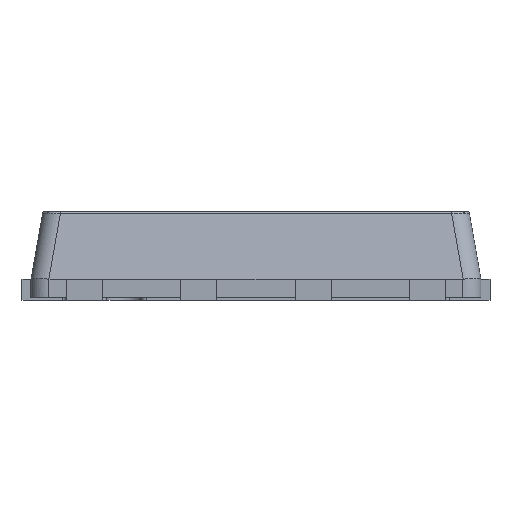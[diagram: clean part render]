
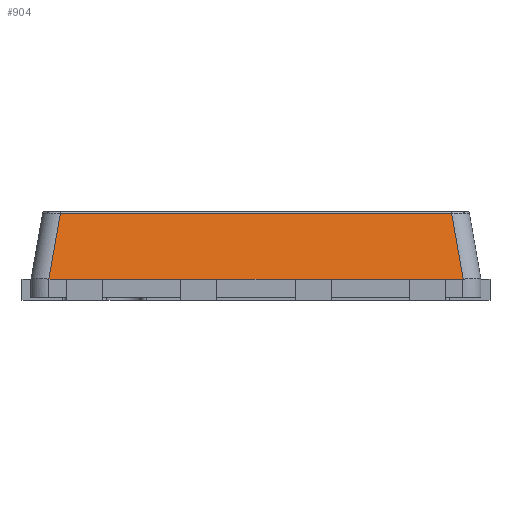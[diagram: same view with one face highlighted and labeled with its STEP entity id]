
A CAD part, front view. The second image highlights one B-rep face of the part: STEP entity #904.
In plain terms, the highlighted planar face has unit normal (0, -0.985, 0.174).
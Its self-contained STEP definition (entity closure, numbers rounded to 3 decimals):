
#34 = CARTESIAN_POINT ( 'NONE',  ( 2.5, -3., 0.2 ) ) ;
#42 = LINE ( 'NONE', #6317, #1662 ) ;
#65 = AXIS2_PLACEMENT_3D ( 'NONE', #270, #4982, #966 ) ;
#86 =( BOUNDED_CURVE ( )  B_SPLINE_CURVE ( 3, ( #7754, #3063, #5120, #1089 ),
 .UNSPECIFIED., .F., .F. ) 
 B_SPLINE_CURVE_WITH_KNOTS ( ( 4, 4 ),
 ( 0., 0.015 ),
 .UNSPECIFIED. ) 
 CURVE ( )  GEOMETRIC_REPRESENTATION_ITEM ( )  RATIONAL_B_SPLINE_CURVE ( ( 1., 1., 1., 1. ) ) 
 REPRESENTATION_ITEM ( '' )  );
#119 = EDGE_CURVE ( 'NONE', #4988, #4250, #1690, .T. ) ;
#270 = CARTESIAN_POINT ( 'NONE',  ( -2.5, -3., 0.2 ) ) ;
#334 = EDGE_CURVE ( 'NONE', #7886, #5488, #1358, .T. ) ;
#388 = LINE ( 'NONE', #2015, #7317 ) ;
#441 =( BOUNDED_CURVE ( )  B_SPLINE_CURVE ( 3, ( #4401, #5093, #1071, #5753 ),
 .UNSPECIFIED., .F., .F. ) 
 B_SPLINE_CURVE_WITH_KNOTS ( ( 4, 4 ),
 ( 6.268, 6.283 ),
 .UNSPECIFIED. ) 
 CURVE ( )  GEOMETRIC_REPRESENTATION_ITEM ( )  RATIONAL_B_SPLINE_CURVE ( ( 1., 1., 1., 1. ) ) 
 REPRESENTATION_ITEM ( '' )  );
#472 = DIRECTION ( 'NONE',  ( -0.171, 0.171, 0.97 ) ) ;
#513 = LINE ( 'NONE', #5115, #5674 ) ;
#647 = EDGE_CURVE ( 'NONE', #8580, #4115, #388, .T. ) ;
#731 = DIRECTION ( 'NONE',  ( 1., 0., 0. ) ) ;
#732 = FACE_OUTER_BOUND ( 'NONE', #7753, .T. ) ;
#827 = ORIENTED_EDGE ( 'NONE', *, *, #5045, .T. ) ;
#904 = ADVANCED_FACE ( 'NONE', ( #732 ), #6295, .T. ) ;
#966 = DIRECTION ( 'NONE',  ( 0., -0.174, -0.985 ) ) ;
#1061 = ORIENTED_EDGE ( 'NONE', *, *, #6480, .T. ) ;
#1071 = CARTESIAN_POINT ( 'NONE',  ( -2.301, -3., 0.2 ) ) ;
#1089 = CARTESIAN_POINT ( 'NONE',  ( 2.303, -3., 0.2 ) ) ;
#1145 = VECTOR ( 'NONE', #2189, 1000. ) ;
#1150 = CARTESIAN_POINT ( 'NONE',  ( 0.435, -3., 0.2 ) ) ;
#1205 = ORIENTED_EDGE ( 'NONE', *, *, #1898, .T. ) ;
#1208 = CARTESIAN_POINT ( 'NONE',  ( 1.705, -3., 0.2 ) ) ;
#1251 = EDGE_CURVE ( 'NONE', #8494, #8635, #5767, .T. ) ;
#1358 = LINE ( 'NONE', #8376, #6695 ) ;
#1368 = VERTEX_POINT ( 'NONE', #7979 ) ;
#1607 = CARTESIAN_POINT ( 'NONE',  ( 2.5, -3., 0.2 ) ) ;
#1662 = VECTOR ( 'NONE', #2365, 1000. ) ;
#1690 = LINE ( 'NONE', #4776, #8569 ) ;
#1705 = VECTOR ( 'NONE', #472, 1000. ) ;
#1778 = DIRECTION ( 'NONE',  ( 1., 0., 0. ) ) ;
#1898 = EDGE_CURVE ( 'NONE', #4250, #8580, #5339, .T. ) ;
#2015 = CARTESIAN_POINT ( 'NONE',  ( 2.5, -3., 0.2 ) ) ;
#2083 = CARTESIAN_POINT ( 'NONE',  ( 2.174, -2.871, 0.933 ) ) ;
#2189 = DIRECTION ( 'NONE',  ( -1., 0., 0. ) ) ;
#2326 = CARTESIAN_POINT ( 'NONE',  ( 2.303, -3., 0.2 ) ) ;
#2365 = DIRECTION ( 'NONE',  ( 1., 0., 0. ) ) ;
#2407 = VECTOR ( 'NONE', #731, 1000. ) ;
#3063 = CARTESIAN_POINT ( 'NONE',  ( 2.301, -3., 0.2 ) ) ;
#3142 = CARTESIAN_POINT ( 'NONE',  ( 2.5, -3., 0.2 ) ) ;
#3194 = VECTOR ( 'NONE', #4375, 1000. ) ;
#3317 = CARTESIAN_POINT ( 'NONE',  ( 2.3, -3., 0.2 ) ) ;
#3334 = DIRECTION ( 'NONE',  ( 1., 0., 0. ) ) ;
#3457 = CARTESIAN_POINT ( 'NONE',  ( -2.303, -3., 0.2 ) ) ;
#3580 = ORIENTED_EDGE ( 'NONE', *, *, #7685, .T. ) ;
#3607 = DIRECTION ( 'NONE',  ( 1., 0., 0. ) ) ;
#3665 = CARTESIAN_POINT ( 'NONE',  ( -1.705, -3., 0.2 ) ) ;
#3675 = LINE ( 'NONE', #8505, #1705 ) ;
#3708 = DIRECTION ( 'NONE',  ( -0.171, -0.171, -0.97 ) ) ;
#3827 = DIRECTION ( 'NONE',  ( 1., 0., 0. ) ) ;
#3830 = EDGE_CURVE ( 'NONE', #8635, #4988, #5964, .T. ) ;
#4086 = ORIENTED_EDGE ( 'NONE', *, *, #6438, .T. ) ;
#4115 = VERTEX_POINT ( 'NONE', #1150 ) ;
#4133 = DIRECTION ( 'NONE',  ( 1., 0., 0. ) ) ;
#4165 = ORIENTED_EDGE ( 'NONE', *, *, #4867, .T. ) ;
#4250 = VERTEX_POINT ( 'NONE', #7690 ) ;
#4375 = DIRECTION ( 'NONE',  ( 1., 0., 0. ) ) ;
#4401 = CARTESIAN_POINT ( 'NONE',  ( -2.303, -3., 0.2 ) ) ;
#4776 = CARTESIAN_POINT ( 'NONE',  ( 2.5, -3., 0.2 ) ) ;
#4867 = EDGE_CURVE ( 'NONE', #6243, #7886, #6285, .T. ) ;
#4977 = VERTEX_POINT ( 'NONE', #6331 ) ;
#4982 = DIRECTION ( 'NONE',  ( 0., -0.985, 0.174 ) ) ;
#4988 = VERTEX_POINT ( 'NONE', #3665 ) ;
#5045 = EDGE_CURVE ( 'NONE', #8115, #7054, #86, .T. ) ;
#5093 = CARTESIAN_POINT ( 'NONE',  ( -2.302, -3., 0.2 ) ) ;
#5115 = CARTESIAN_POINT ( 'NONE',  ( 2.5, -3., 0.2 ) ) ;
#5120 = CARTESIAN_POINT ( 'NONE',  ( 2.302, -3., 0.2 ) ) ;
#5200 = ORIENTED_EDGE ( 'NONE', *, *, #1251, .T. ) ;
#5228 = CARTESIAN_POINT ( 'NONE',  ( -2.174, -2.871, 0.933 ) ) ;
#5339 = LINE ( 'NONE', #7461, #7108 ) ;
#5488 = VERTEX_POINT ( 'NONE', #3457 ) ;
#5674 = VECTOR ( 'NONE', #1778, 1000. ) ;
#5689 = EDGE_CURVE ( 'NONE', #7897, #1368, #513, .T. ) ;
#5753 = CARTESIAN_POINT ( 'NONE',  ( -2.3, -3., 0.2 ) ) ;
#5767 = LINE ( 'NONE', #3142, #7329 ) ;
#5957 = CARTESIAN_POINT ( 'NONE',  ( -2.3, -3., 0.2 ) ) ;
#5964 = LINE ( 'NONE', #34, #2407 ) ;
#6053 = CARTESIAN_POINT ( 'NONE',  ( -0.435, -3., 0.2 ) ) ;
#6182 = DIRECTION ( 'NONE',  ( 1., 0., 0. ) ) ;
#6194 = CARTESIAN_POINT ( 'NONE',  ( -2.171, -2.871, 0.933 ) ) ;
#6200 = ORIENTED_EDGE ( 'NONE', *, *, #334, .T. ) ;
#6243 = VERTEX_POINT ( 'NONE', #2083 ) ;
#6285 = LINE ( 'NONE', #6194, #1145 ) ;
#6295 = PLANE ( 'NONE',  #65 ) ;
#6317 = CARTESIAN_POINT ( 'NONE',  ( 2.5, -3., 0.2 ) ) ;
#6331 = CARTESIAN_POINT ( 'NONE',  ( 0.835, -3., 0.2 ) ) ;
#6404 = CARTESIAN_POINT ( 'NONE',  ( 2.5, -3., 0.2 ) ) ;
#6418 = ORIENTED_EDGE ( 'NONE', *, *, #5689, .T. ) ;
#6437 = ORIENTED_EDGE ( 'NONE', *, *, #7000, .T. ) ;
#6438 = EDGE_CURVE ( 'NONE', #4115, #4977, #42, .T. ) ;
#6454 = ORIENTED_EDGE ( 'NONE', *, *, #3830, .T. ) ;
#6480 = EDGE_CURVE ( 'NONE', #4977, #7897, #8544, .T. ) ;
#6571 = ORIENTED_EDGE ( 'NONE', *, *, #7996, .T. ) ;
#6695 = VECTOR ( 'NONE', #3708, 1000. ) ;
#7000 = EDGE_CURVE ( 'NONE', #1368, #8115, #8120, .T. ) ;
#7054 = VERTEX_POINT ( 'NONE', #2326 ) ;
#7108 = VECTOR ( 'NONE', #4133, 1000. ) ;
#7317 = VECTOR ( 'NONE', #3334, 1000. ) ;
#7329 = VECTOR ( 'NONE', #3827, 1000. ) ;
#7457 = ORIENTED_EDGE ( 'NONE', *, *, #119, .T. ) ;
#7461 = CARTESIAN_POINT ( 'NONE',  ( 2.5, -3., 0.2 ) ) ;
#7685 = EDGE_CURVE ( 'NONE', #5488, #8494, #441, .T. ) ;
#7690 = CARTESIAN_POINT ( 'NONE',  ( -0.835, -3., 0.2 ) ) ;
#7753 = EDGE_LOOP ( 'NONE', ( #6571, #4165, #6200, #3580, #5200, #6454, #7457, #1205, #8647, #4086, #1061, #6418, #6437, #827 ) ) ;
#7754 = CARTESIAN_POINT ( 'NONE',  ( 2.3, -3., 0.2 ) ) ;
#7886 = VERTEX_POINT ( 'NONE', #5228 ) ;
#7897 = VERTEX_POINT ( 'NONE', #1208 ) ;
#7902 = VECTOR ( 'NONE', #3607, 1000. ) ;
#7979 = CARTESIAN_POINT ( 'NONE',  ( 2.105, -3., 0.2 ) ) ;
#7996 = EDGE_CURVE ( 'NONE', #7054, #6243, #3675, .T. ) ;
#8115 = VERTEX_POINT ( 'NONE', #3317 ) ;
#8120 = LINE ( 'NONE', #1607, #7902 ) ;
#8121 = CARTESIAN_POINT ( 'NONE',  ( -2.105, -3., 0.2 ) ) ;
#8376 = CARTESIAN_POINT ( 'NONE',  ( -2.309, -3.006, 0.167 ) ) ;
#8494 = VERTEX_POINT ( 'NONE', #5957 ) ;
#8505 = CARTESIAN_POINT ( 'NONE',  ( 2.162, -2.859, 0.997 ) ) ;
#8544 = LINE ( 'NONE', #6404, #3194 ) ;
#8569 = VECTOR ( 'NONE', #6182, 1000. ) ;
#8580 = VERTEX_POINT ( 'NONE', #6053 ) ;
#8635 = VERTEX_POINT ( 'NONE', #8121 ) ;
#8647 = ORIENTED_EDGE ( 'NONE', *, *, #647, .T. ) ;
